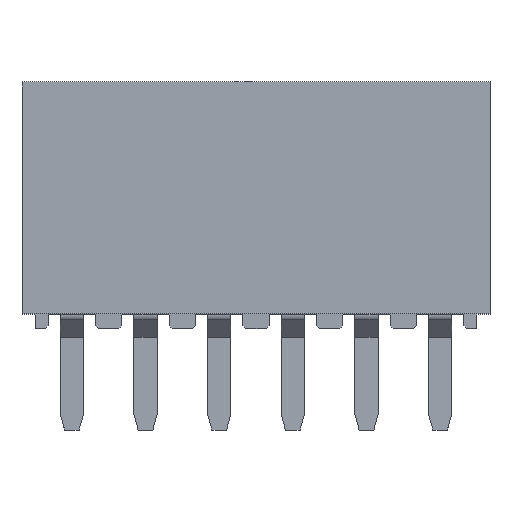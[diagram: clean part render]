
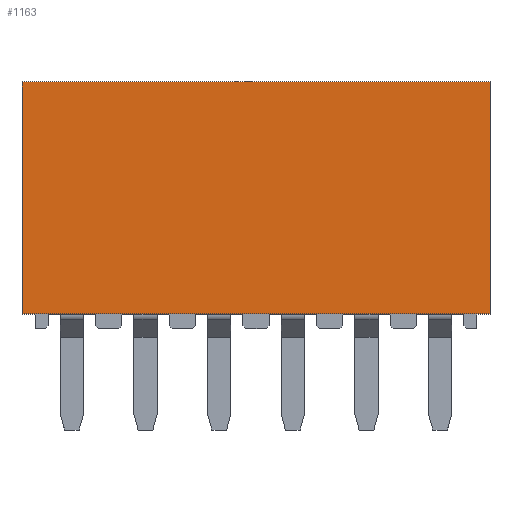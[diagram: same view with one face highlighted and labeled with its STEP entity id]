
A CAD part, top view. The second image highlights one B-rep face of the part: STEP entity #1163.
In plain terms, the highlighted planar face has unit normal (0, 0, 1).
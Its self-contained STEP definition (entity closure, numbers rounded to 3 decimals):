
#1163=ADVANCED_FACE('',(#2540),#1852,.T.);
#1852=PLANE('',#14417);
#2540=FACE_OUTER_BOUND('',#3337,.T.);
#3337=EDGE_LOOP('',(#5497,#5498,#5499,#5500));
#5497=ORIENTED_EDGE('',*,*,#9761,.T.);
#5498=ORIENTED_EDGE('',*,*,#9762,.F.);
#5499=ORIENTED_EDGE('',*,*,#9763,.F.);
#5500=ORIENTED_EDGE('',*,*,#9760,.T.);
#8254=VERTEX_POINT('',#20870);
#8256=VERTEX_POINT('',#20874);
#8257=VERTEX_POINT('',#20878);
#8258=VERTEX_POINT('',#20880);
#9760=EDGE_CURVE('',#8254,#8256,#11488,.T.);
#9761=EDGE_CURVE('',#8256,#8257,#11489,.T.);
#9762=EDGE_CURVE('',#8258,#8257,#11490,.T.);
#9763=EDGE_CURVE('',#8254,#8258,#11491,.T.);
#11488=LINE('',#20875,#12988);
#11489=LINE('',#20877,#12989);
#11490=LINE('',#20879,#12990);
#11491=LINE('',#20881,#12991);
#12988=VECTOR('',#16890,1.);
#12989=VECTOR('',#16893,1.);
#12990=VECTOR('',#16894,1.);
#12991=VECTOR('',#16895,1.);
#14417=AXIS2_PLACEMENT_3D('',#20882,#16896,#16897);
#16890=DIRECTION('',(1.,0.,0.));
#16893=DIRECTION('',(0.,1.,0.));
#16894=DIRECTION('',(1.,0.,0.));
#16895=DIRECTION('',(0.,1.,0.));
#16896=DIRECTION('',(0.,0.,1.));
#16897=DIRECTION('',(-1.,0.,0.));
#20870=CARTESIAN_POINT('',(-11.464,-4.374,1.5));
#20874=CARTESIAN_POINT('',(4.676,-4.374,1.5));
#20875=CARTESIAN_POINT('',(-11.464,-4.374,1.5));
#20877=CARTESIAN_POINT('',(4.676,-4.374,1.5));
#20878=CARTESIAN_POINT('',(4.676,3.626,1.5));
#20879=CARTESIAN_POINT('',(-11.464,3.626,1.5));
#20880=CARTESIAN_POINT('',(-11.464,3.626,1.5));
#20881=CARTESIAN_POINT('',(-11.464,-4.374,1.5));
#20882=CARTESIAN_POINT('',(-11.464,-4.374,1.5));
